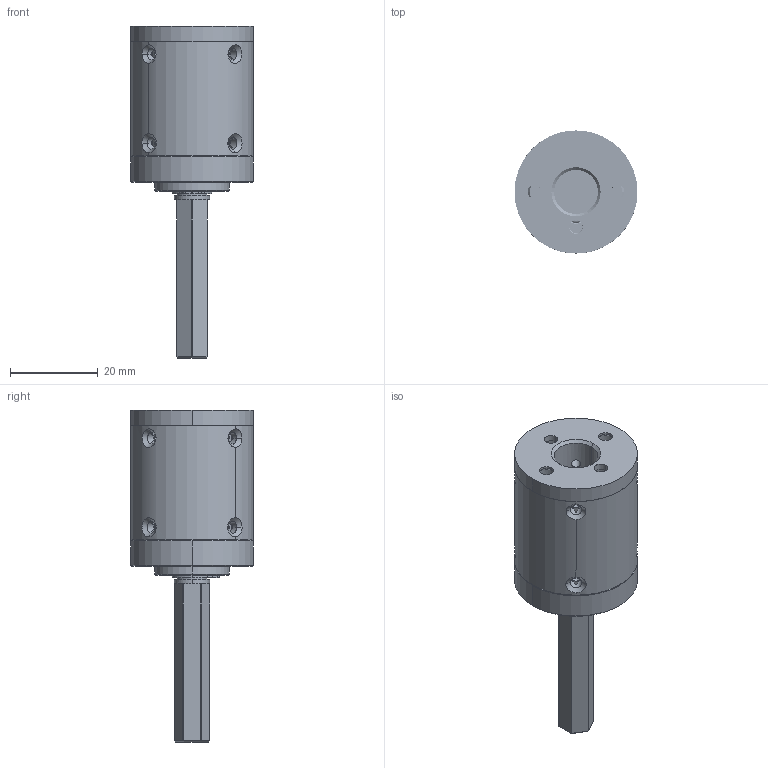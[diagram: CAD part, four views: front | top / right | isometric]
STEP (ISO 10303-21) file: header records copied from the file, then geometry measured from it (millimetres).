
FILE_DESCRIPTION (( 'STEP AP203' ), '1' );
FILE_NAME ('MirrorGMP28-14.STEP', '2023-10-05T19:49:04', ( '' ), ( '' ), 'SwSTEP 2.0', 'SolidWorks 2022', '' );
FILE_SCHEMA (( 'CONFIG_CONTROL_DESIGN' ));
Length unit declared in the file: millimetre
Products named in the file (1): MirrorGMP28-14
Bounding box: 28 x 28 x 75.6 mm (x, y, z)
Volume: 16835.9 mm3; surface area: 15164.5 mm2
Topology: 8 solids, 8 shells, 371 faces, 1010 edges, 643 vertices
Faces by surface type: cylinder 178, bspline 74, plane 53, cone 50, torus 16
Entity records: 32775 total; most frequent: CARTESIAN_POINT 23737, ORIENTED_EDGE 2004, DIRECTION 1674, EDGE_CURVE 1002, AXIS2_PLACEMENT_3D 660, VERTEX_POINT 643, EDGE_LOOP 437, ADVANCED_FACE 371
